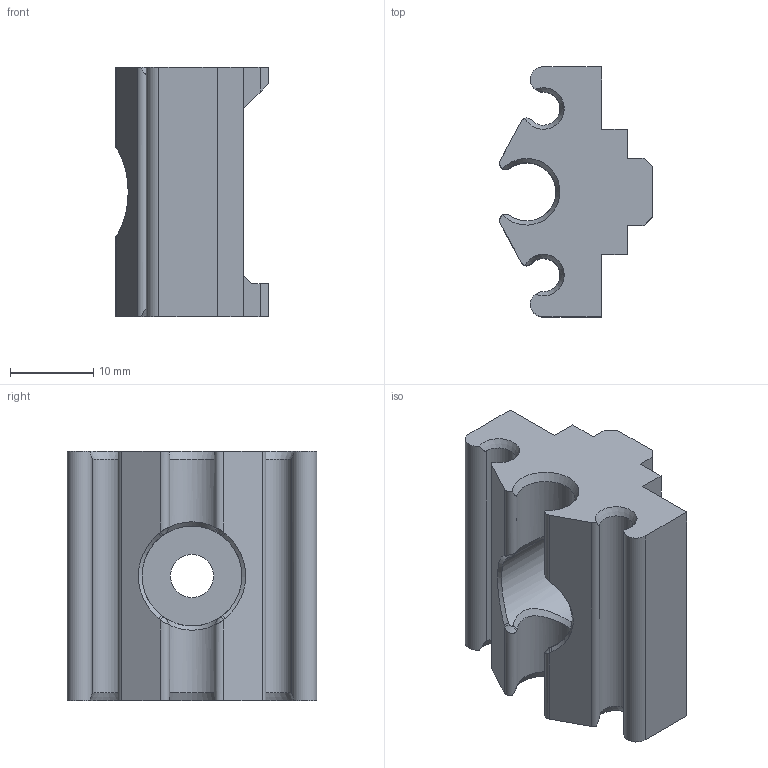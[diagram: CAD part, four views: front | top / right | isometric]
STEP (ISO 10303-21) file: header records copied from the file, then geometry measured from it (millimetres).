
FILE_DESCRIPTION(/* description */ ('Clip, Panle'),/* implementation_level */ '2;1');
FILE_NAME(/* name */ '3030_4mmTube_harness_clip.step',/* time_stamp */ '2023-11-21T11:01:37-05:00',/* author */ (''),/* organization */ (''),/* preprocessor_version */ 'ST-DEVELOPER v20',/* originating_system */ 'Autodesk Translation Framework v12.14.0.127',/* authorisation */ '');
FILE_SCHEMA (('AUTOMOTIVE_DESIGN { 1 0 10303 214 3 1 1 }'));
Length unit declared in the file: millimetre
Products named in the file (1): PanelClip
Bounding box: 18.35 x 30 x 30 mm (x, y, z)
Volume: 7910.7 mm3; surface area: 4129.6 mm2
Topology: 1 solids, 1 shells, 61 faces, 171 edges, 112 vertices
Faces by surface type: plane 25, bspline 16, cylinder 14, cone 6
Full cylindrical faces by diameter (mm): 5.2 x1, 12 x1
Entity records: 2734 total; most frequent: CARTESIAN_POINT 1236, ORIENTED_EDGE 342, DIRECTION 245, EDGE_CURVE 171, VERTEX_POINT 112, LINE 99, VECTOR 99, AXIS2_PLACEMENT_3D 73
